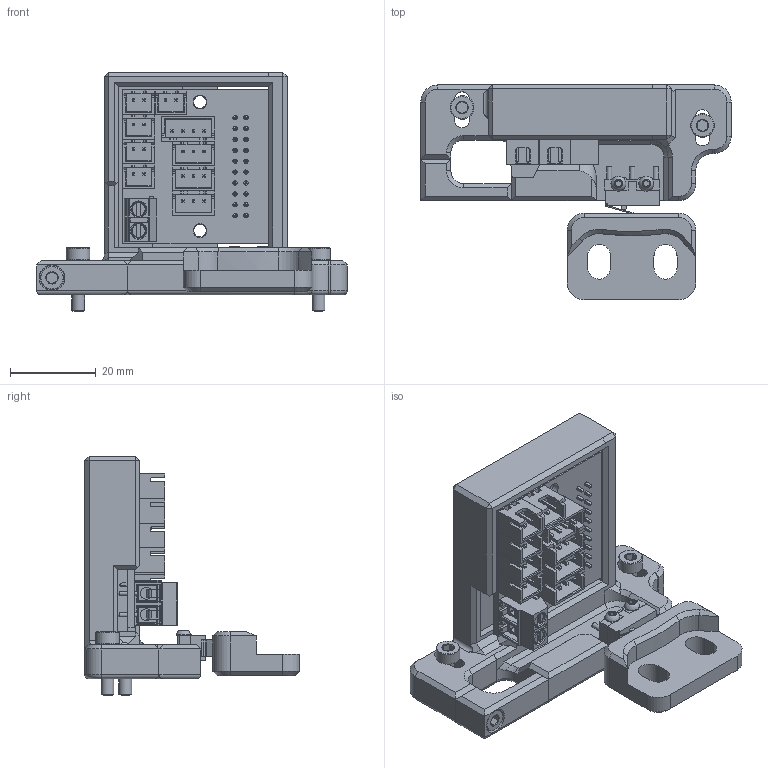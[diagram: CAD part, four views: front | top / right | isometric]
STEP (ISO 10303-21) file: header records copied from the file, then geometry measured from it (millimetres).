
FILE_DESCRIPTION(/* description */ (''),/* implementation_level */ '2;1');
FILE_NAME(/* name */ 'Roadkill Gantry Mount BETA v1.step',/* time_stamp */ '2023-05-01T13:34:54+10:00',/* author */ (''),/* organization */ (''),/* preprocessor_version */ 'ST-DEVELOPER v19.2',/* originating_system */ 'Autodesk Translation Framework v12.4.0.73',/* authorisation */ '');
FILE_SCHEMA (('AUTOMOTIVE_DESIGN { 1 0 10303 214 3 1 1 }'));
Products named in the file (18): Roadkill Gantry Mount BETA; KW10 Microswitch (3); Step_Models_9127; Top_9127; J11_JST_B3B_XH_A_inf; J10_JST_B2B_XH_A_6218E85C; J9_JST_B3B_XH_A_inf; J8_JST_B3B_XH_A_inf; J7_JST_B2B_XH_A_6218E7DF; J6_JST_B2B_XH_A_6218E7B6; J5_JST_B2B_XH_A_6218E78D; J4_IDC_Header_2x10_P254mm_Vertical_inf; J3_JST_B4B_XH_A_6218E72B; J2_TB002-500-02BE_inf; J1_JST_B2B_XH_A_6218E6ED; Board_Geoms_9127; Pcb_9127; Road Kill A Drive Mount
Assembly tree (17 placements, depth 4):
  Roadkill Gantry Mount BETA
    KW10 Microswitch (3)
    Step_Models_9127
      Top_9127
        J11_JST_B3B_XH_A_inf
        J10_JST_B2B_XH_A_6218E85C
        J9_JST_B3B_XH_A_inf
        J8_JST_B3B_XH_A_inf
        J7_JST_B2B_XH_A_6218E7DF
        J6_JST_B2B_XH_A_6218E7B6
        J5_JST_B2B_XH_A_6218E78D
        J4_IDC_Header_2x10_P254mm_Vertical_inf
        J3_JST_B4B_XH_A_6218E72B
        J2_TB002-500-02BE_inf
        J1_JST_B2B_XH_A_6218E6ED
    Board_Geoms_9127
      Pcb_9127
    Road Kill A Drive Mount
Bounding box: 72.4 x 50.19 x 55.95 mm (x, y, z)
Volume: 33609.3 mm3; surface area: 25639.9 mm2
Topology: 27 solids, 27 shells, 2314 faces, 5915 edges, 3781 vertices
Faces by surface type: plane 1687, cylinder 300, bspline 236, cone 75, torus 13, sphere 3
Full cylindrical faces by diameter (mm): 0.4 x3, 0.95 x13, 1 x38, 1.2 x3, 1.3 x2, 1.6 x2, 2 x3, 2.8 x2, 2.9 x3, 3 x3, 3.2 x8, 3.5 x4, 4.2 x6, 4.25 x3, 4.6 x3, 5.5 x3, 6 x1
Entity records: 76267 total; most frequent: CARTESIAN_POINT 19062, ORIENTED_EDGE 11830, DIRECTION 10555, EDGE_CURVE 5915, LINE 4435, VECTOR 4435, VERTEX_POINT 3781, AXIS2_PLACEMENT_3D 3060
